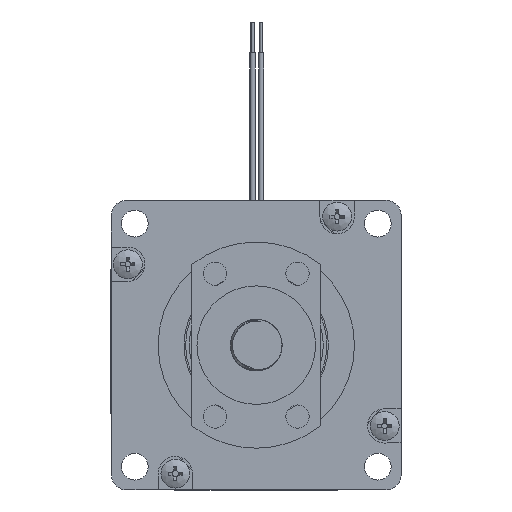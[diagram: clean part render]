
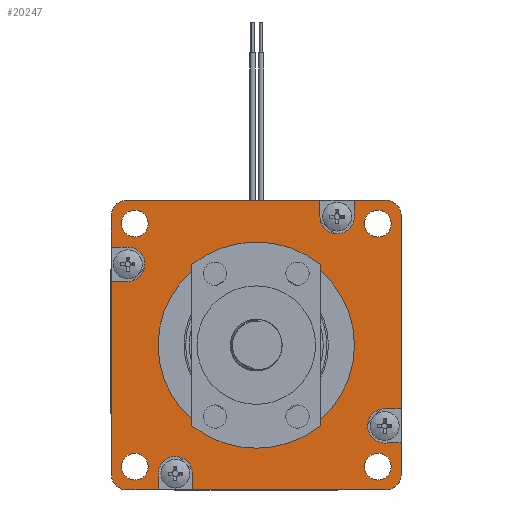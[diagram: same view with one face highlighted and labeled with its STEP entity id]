
A CAD part, left-side view. The second image highlights one B-rep face of the part: STEP entity #20247.
In plain terms, the highlighted face is planar.
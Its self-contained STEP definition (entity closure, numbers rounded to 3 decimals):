
#193=LINE('',#30869,#1860);
#194=LINE('',#30871,#1861);
#195=LINE('',#30875,#1862);
#196=LINE('',#30877,#1863);
#197=LINE('',#30881,#1864);
#198=LINE('',#30883,#1865);
#199=LINE('',#30887,#1866);
#200=LINE('',#30889,#1867);
#201=LINE('',#30893,#1868);
#202=LINE('',#30895,#1869);
#203=LINE('',#30899,#1870);
#204=LINE('',#30901,#1871);
#205=LINE('',#30905,#1872);
#206=LINE('',#30907,#1873);
#207=LINE('',#30911,#1874);
#208=LINE('',#30912,#1875);
#1860=VECTOR('',#24049,3.185);
#1861=VECTOR('',#24050,37.453);
#1862=VECTOR('',#24053,6.122);
#1863=VECTOR('',#24054,2.688);
#1864=VECTOR('',#24057,3.185);
#1865=VECTOR('',#24058,37.453);
#1866=VECTOR('',#24061,6.122);
#1867=VECTOR('',#24062,2.688);
#1868=VECTOR('',#24065,3.185);
#1869=VECTOR('',#24066,37.453);
#1870=VECTOR('',#24069,6.122);
#1871=VECTOR('',#24070,2.688);
#1872=VECTOR('',#24073,3.185);
#1873=VECTOR('',#24074,37.453);
#1874=VECTOR('',#24077,6.122);
#1875=VECTOR('',#24078,2.688);
#3701=PLANE('',#21421);
#4140=FACE_BOUND('',#5505,.T.);
#4141=FACE_BOUND('',#5506,.T.);
#4142=FACE_BOUND('',#5507,.T.);
#4143=FACE_BOUND('',#5508,.T.);
#4144=FACE_BOUND('',#5509,.T.);
#4368=FACE_OUTER_BOUND('',#5504,.T.);
#5504=EDGE_LOOP('',(#13449,#13450,#13451,#13452,#13453,#13454,#13455,#13456,
#13457,#13458,#13459,#13460,#13461,#13462,#13463,#13464,#13465,#13466,#13467,
#13468,#13469,#13470,#13471,#13472));
#5505=EDGE_LOOP('',(#13473));
#5506=EDGE_LOOP('',(#13474));
#5507=EDGE_LOOP('',(#13475));
#5508=EDGE_LOOP('',(#13476));
#5509=EDGE_LOOP('',(#13477));
#6862=CIRCLE('',#21422,3.331);
#6863=CIRCLE('',#21423,3.);
#6864=CIRCLE('',#21424,3.331);
#6865=CIRCLE('',#21425,3.);
#6866=CIRCLE('',#21426,3.331);
#6867=CIRCLE('',#21427,3.);
#6868=CIRCLE('',#21428,3.331);
#6869=CIRCLE('',#21429,3.);
#6870=CIRCLE('',#21430,2.6);
#6871=CIRCLE('',#21431,2.6);
#6872=CIRCLE('',#21432,2.6);
#6873=CIRCLE('',#21433,2.6);
#6874=CIRCLE('',#21434,19.05);
#8262=VERTEX_POINT('',#30865);
#8263=VERTEX_POINT('',#30866);
#8264=VERTEX_POINT('',#30868);
#8265=VERTEX_POINT('',#30870);
#8266=VERTEX_POINT('',#30872);
#8267=VERTEX_POINT('',#30874);
#8268=VERTEX_POINT('',#30876);
#8269=VERTEX_POINT('',#30878);
#8270=VERTEX_POINT('',#30880);
#8271=VERTEX_POINT('',#30882);
#8272=VERTEX_POINT('',#30884);
#8273=VERTEX_POINT('',#30886);
#8274=VERTEX_POINT('',#30888);
#8275=VERTEX_POINT('',#30890);
#8276=VERTEX_POINT('',#30892);
#8277=VERTEX_POINT('',#30894);
#8278=VERTEX_POINT('',#30896);
#8279=VERTEX_POINT('',#30898);
#8280=VERTEX_POINT('',#30900);
#8281=VERTEX_POINT('',#30902);
#8282=VERTEX_POINT('',#30904);
#8283=VERTEX_POINT('',#30906);
#8284=VERTEX_POINT('',#30908);
#8285=VERTEX_POINT('',#30910);
#8286=VERTEX_POINT('',#30913);
#8287=VERTEX_POINT('',#30915);
#8288=VERTEX_POINT('',#30917);
#8289=VERTEX_POINT('',#30919);
#8290=VERTEX_POINT('',#30921);
#10371=EDGE_CURVE('',#8262,#8263,#6862,.T.);
#10372=EDGE_CURVE('',#8264,#8262,#193,.T.);
#10373=EDGE_CURVE('',#8264,#8265,#194,.T.);
#10374=EDGE_CURVE('',#8265,#8266,#6863,.T.);
#10375=EDGE_CURVE('',#8266,#8267,#195,.T.);
#10376=EDGE_CURVE('',#8268,#8267,#196,.T.);
#10377=EDGE_CURVE('',#8269,#8268,#6864,.T.);
#10378=EDGE_CURVE('',#8270,#8269,#197,.T.);
#10379=EDGE_CURVE('',#8270,#8271,#198,.T.);
#10380=EDGE_CURVE('',#8271,#8272,#6865,.T.);
#10381=EDGE_CURVE('',#8272,#8273,#199,.T.);
#10382=EDGE_CURVE('',#8274,#8273,#200,.T.);
#10383=EDGE_CURVE('',#8275,#8274,#6866,.T.);
#10384=EDGE_CURVE('',#8276,#8275,#201,.T.);
#10385=EDGE_CURVE('',#8276,#8277,#202,.T.);
#10386=EDGE_CURVE('',#8277,#8278,#6867,.T.);
#10387=EDGE_CURVE('',#8278,#8279,#203,.T.);
#10388=EDGE_CURVE('',#8280,#8279,#204,.T.);
#10389=EDGE_CURVE('',#8281,#8280,#6868,.T.);
#10390=EDGE_CURVE('',#8282,#8281,#205,.T.);
#10391=EDGE_CURVE('',#8282,#8283,#206,.T.);
#10392=EDGE_CURVE('',#8283,#8284,#6869,.T.);
#10393=EDGE_CURVE('',#8284,#8285,#207,.T.);
#10394=EDGE_CURVE('',#8263,#8285,#208,.T.);
#10395=EDGE_CURVE('',#8286,#8286,#6870,.T.);
#10396=EDGE_CURVE('',#8287,#8287,#6871,.T.);
#10397=EDGE_CURVE('',#8288,#8288,#6872,.T.);
#10398=EDGE_CURVE('',#8289,#8289,#6873,.T.);
#10399=EDGE_CURVE('',#8290,#8290,#6874,.F.);
#13449=ORIENTED_EDGE('',*,*,#10371,.F.);
#13450=ORIENTED_EDGE('',*,*,#10372,.F.);
#13451=ORIENTED_EDGE('',*,*,#10373,.T.);
#13452=ORIENTED_EDGE('',*,*,#10374,.T.);
#13453=ORIENTED_EDGE('',*,*,#10375,.T.);
#13454=ORIENTED_EDGE('',*,*,#10376,.F.);
#13455=ORIENTED_EDGE('',*,*,#10377,.F.);
#13456=ORIENTED_EDGE('',*,*,#10378,.F.);
#13457=ORIENTED_EDGE('',*,*,#10379,.T.);
#13458=ORIENTED_EDGE('',*,*,#10380,.T.);
#13459=ORIENTED_EDGE('',*,*,#10381,.T.);
#13460=ORIENTED_EDGE('',*,*,#10382,.F.);
#13461=ORIENTED_EDGE('',*,*,#10383,.F.);
#13462=ORIENTED_EDGE('',*,*,#10384,.F.);
#13463=ORIENTED_EDGE('',*,*,#10385,.T.);
#13464=ORIENTED_EDGE('',*,*,#10386,.T.);
#13465=ORIENTED_EDGE('',*,*,#10387,.T.);
#13466=ORIENTED_EDGE('',*,*,#10388,.F.);
#13467=ORIENTED_EDGE('',*,*,#10389,.F.);
#13468=ORIENTED_EDGE('',*,*,#10390,.F.);
#13469=ORIENTED_EDGE('',*,*,#10391,.T.);
#13470=ORIENTED_EDGE('',*,*,#10392,.T.);
#13471=ORIENTED_EDGE('',*,*,#10393,.T.);
#13472=ORIENTED_EDGE('',*,*,#10394,.F.);
#13473=ORIENTED_EDGE('',*,*,#10395,.F.);
#13474=ORIENTED_EDGE('',*,*,#10396,.F.);
#13475=ORIENTED_EDGE('',*,*,#10397,.F.);
#13476=ORIENTED_EDGE('',*,*,#10398,.F.);
#13477=ORIENTED_EDGE('',*,*,#10399,.F.);
#20247=ADVANCED_FACE('',(#4368,#4140,#4141,#4142,#4143,#4144),#3701,.F.);
#21421=AXIS2_PLACEMENT_3D('',#30864,#24045,#24046);
#21422=AXIS2_PLACEMENT_3D('',#30867,#24047,#24048);
#21423=AXIS2_PLACEMENT_3D('',#30873,#24051,#24052);
#21424=AXIS2_PLACEMENT_3D('',#30879,#24055,#24056);
#21425=AXIS2_PLACEMENT_3D('',#30885,#24059,#24060);
#21426=AXIS2_PLACEMENT_3D('',#30891,#24063,#24064);
#21427=AXIS2_PLACEMENT_3D('',#30897,#24067,#24068);
#21428=AXIS2_PLACEMENT_3D('',#30903,#24071,#24072);
#21429=AXIS2_PLACEMENT_3D('',#30909,#24075,#24076);
#21430=AXIS2_PLACEMENT_3D('',#30914,#24079,#24080);
#21431=AXIS2_PLACEMENT_3D('',#30916,#24081,#24082);
#21432=AXIS2_PLACEMENT_3D('',#30918,#24083,#24084);
#21433=AXIS2_PLACEMENT_3D('',#30920,#24085,#24086);
#21434=AXIS2_PLACEMENT_3D('',#30922,#24087,#24088);
#24045=DIRECTION('center_axis',(0.,-1.,0.));
#24046=DIRECTION('ref_axis',(0.,0.,-1.));
#24047=DIRECTION('center_axis',(0.,1.,0.));
#24048=DIRECTION('ref_axis',(-1.,0.,0.));
#24049=DIRECTION('',(-1.,0.,0.));
#24050=DIRECTION('',(0.,0.,-1.));
#24051=DIRECTION('center_axis',(0.,1.,0.));
#24052=DIRECTION('ref_axis',(0.,0.,1.));
#24053=DIRECTION('',(-1.,0.,0.));
#24054=DIRECTION('',(0.,0.,-1.));
#24055=DIRECTION('center_axis',(0.,1.,0.));
#24056=DIRECTION('ref_axis',(0.,0.,1.));
#24057=DIRECTION('',(0.,0.,1.));
#24058=DIRECTION('',(-1.,0.,0.));
#24059=DIRECTION('center_axis',(0.,1.,0.));
#24060=DIRECTION('ref_axis',(0.,0.,-1.));
#24061=DIRECTION('',(0.,0.,1.));
#24062=DIRECTION('',(-1.,0.,0.));
#24063=DIRECTION('center_axis',(0.,1.,0.));
#24064=DIRECTION('ref_axis',(1.,0.,0.));
#24065=DIRECTION('',(1.,0.,0.));
#24066=DIRECTION('',(0.,0.,1.));
#24067=DIRECTION('center_axis',(0.,1.,0.));
#24068=DIRECTION('ref_axis',(0.,0.,1.));
#24069=DIRECTION('',(1.,0.,0.));
#24070=DIRECTION('',(0.,0.,1.));
#24071=DIRECTION('center_axis',(0.,1.,0.));
#24072=DIRECTION('ref_axis',(0.,0.,-1.));
#24073=DIRECTION('',(0.,0.,-1.));
#24074=DIRECTION('',(1.,0.,0.));
#24075=DIRECTION('center_axis',(0.,1.,0.));
#24076=DIRECTION('ref_axis',(0.,0.,1.));
#24077=DIRECTION('',(0.,0.,-1.));
#24078=DIRECTION('',(1.,0.,0.));
#24079=DIRECTION('center_axis',(0.,1.,0.));
#24080=DIRECTION('ref_axis',(0.,0.,1.));
#24081=DIRECTION('center_axis',(0.,1.,0.));
#24082=DIRECTION('ref_axis',(0.,0.,-1.));
#24083=DIRECTION('center_axis',(0.,1.,0.));
#24084=DIRECTION('ref_axis',(0.,0.,1.));
#24085=DIRECTION('center_axis',(0.,1.,0.));
#24086=DIRECTION('ref_axis',(0.,0.,-1.));
#24087=DIRECTION('center_axis',(0.,-1.,0.));
#24088=DIRECTION('ref_axis',(0.,0.,-1.));
#30864=CARTESIAN_POINT('Origin',(-25.1,5.1,-25.1));
#30865=CARTESIAN_POINT('',(24.915,5.1,12.353));
#30866=CARTESIAN_POINT('',(25.412,5.1,18.978));
#30867=CARTESIAN_POINT('Origin',(24.915,5.1,15.684));
#30868=CARTESIAN_POINT('',(28.1,5.1,12.353));
#30869=CARTESIAN_POINT('',(28.1,5.1,12.353));
#30870=CARTESIAN_POINT('',(28.1,5.1,-25.1));
#30871=CARTESIAN_POINT('',(28.1,5.1,12.353));
#30872=CARTESIAN_POINT('',(25.1,5.1,-28.1));
#30873=CARTESIAN_POINT('Origin',(25.1,5.1,-25.1));
#30874=CARTESIAN_POINT('',(18.978,5.1,-28.1));
#30875=CARTESIAN_POINT('',(25.1,5.1,-28.1));
#30876=CARTESIAN_POINT('',(18.978,5.1,-25.412));
#30877=CARTESIAN_POINT('',(18.978,5.1,-25.412));
#30878=CARTESIAN_POINT('',(12.353,5.1,-24.915));
#30879=CARTESIAN_POINT('Origin',(15.684,5.1,-24.915));
#30880=CARTESIAN_POINT('',(12.353,5.1,-28.1));
#30881=CARTESIAN_POINT('',(12.353,5.1,-28.1));
#30882=CARTESIAN_POINT('',(-25.1,5.1,-28.1));
#30883=CARTESIAN_POINT('',(12.353,5.1,-28.1));
#30884=CARTESIAN_POINT('',(-28.1,5.1,-25.1));
#30885=CARTESIAN_POINT('Origin',(-25.1,5.1,-25.1));
#30886=CARTESIAN_POINT('',(-28.1,5.1,-18.978));
#30887=CARTESIAN_POINT('',(-28.1,5.1,-25.1));
#30888=CARTESIAN_POINT('',(-25.412,5.1,-18.978));
#30889=CARTESIAN_POINT('',(-25.412,5.1,-18.978));
#30890=CARTESIAN_POINT('',(-24.915,5.1,-12.353));
#30891=CARTESIAN_POINT('Origin',(-24.915,5.1,-15.684));
#30892=CARTESIAN_POINT('',(-28.1,5.1,-12.353));
#30893=CARTESIAN_POINT('',(-28.1,5.1,-12.353));
#30894=CARTESIAN_POINT('',(-28.1,5.1,25.1));
#30895=CARTESIAN_POINT('',(-28.1,5.1,-12.353));
#30896=CARTESIAN_POINT('',(-25.1,5.1,28.1));
#30897=CARTESIAN_POINT('Origin',(-25.1,5.1,25.1));
#30898=CARTESIAN_POINT('',(-18.978,5.1,28.1));
#30899=CARTESIAN_POINT('',(-25.1,5.1,28.1));
#30900=CARTESIAN_POINT('',(-18.978,5.1,25.412));
#30901=CARTESIAN_POINT('',(-18.978,5.1,25.412));
#30902=CARTESIAN_POINT('',(-12.353,5.1,24.915));
#30903=CARTESIAN_POINT('Origin',(-15.684,5.1,24.915));
#30904=CARTESIAN_POINT('',(-12.353,5.1,28.1));
#30905=CARTESIAN_POINT('',(-12.353,5.1,28.1));
#30906=CARTESIAN_POINT('',(25.1,5.1,28.1));
#30907=CARTESIAN_POINT('',(-12.353,5.1,28.1));
#30908=CARTESIAN_POINT('',(28.1,5.1,25.1));
#30909=CARTESIAN_POINT('Origin',(25.1,5.1,25.1));
#30910=CARTESIAN_POINT('',(28.1,5.1,18.978));
#30911=CARTESIAN_POINT('',(28.1,5.1,25.1));
#30912=CARTESIAN_POINT('',(25.412,5.1,18.978));
#30913=CARTESIAN_POINT('',(-23.57,5.1,-20.97));
#30914=CARTESIAN_POINT('Origin',(-23.57,5.1,-23.57));
#30915=CARTESIAN_POINT('',(23.57,5.1,-26.17));
#30916=CARTESIAN_POINT('Origin',(23.57,5.1,-23.57));
#30917=CARTESIAN_POINT('',(23.57,5.1,26.17));
#30918=CARTESIAN_POINT('Origin',(23.57,5.1,23.57));
#30919=CARTESIAN_POINT('',(-23.57,5.1,20.97));
#30920=CARTESIAN_POINT('Origin',(-23.57,5.1,23.57));
#30921=CARTESIAN_POINT('',(0.,5.1,-19.05));
#30922=CARTESIAN_POINT('Origin',(0.,5.1,0.));
